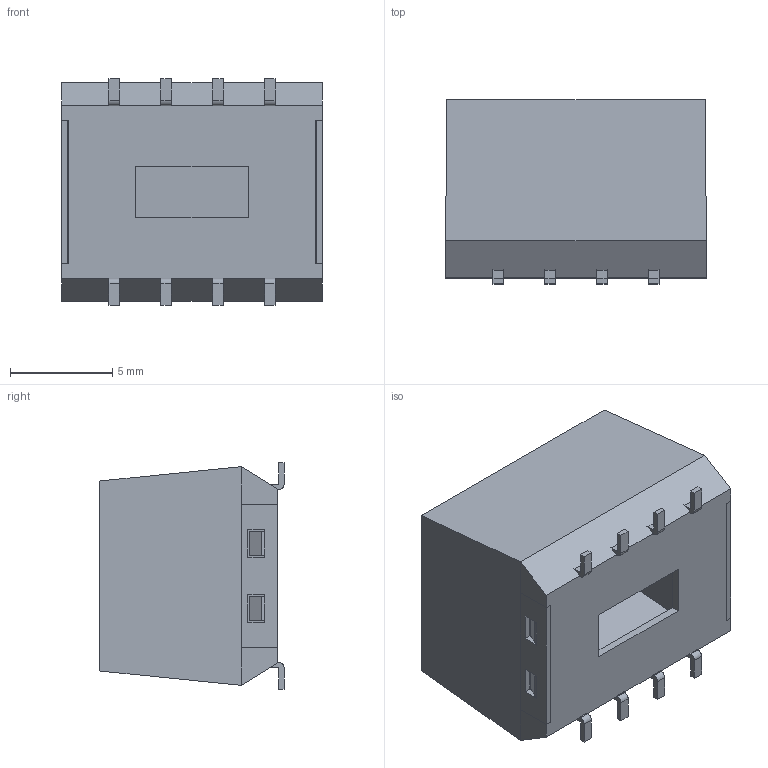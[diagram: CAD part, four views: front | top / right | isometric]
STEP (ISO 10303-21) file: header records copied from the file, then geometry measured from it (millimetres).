
FILE_DESCRIPTION(('FreeCAD Model'),'2;1');
FILE_NAME('R2S8_3D_20190722.step','2019-07-22T13:43:01',(''),(''), 'Open CASCADE STEP processor 7.3','FreeCAD','Unknown');
FILE_SCHEMA(('CONFIG_CONTROL_DESIGN','SHAPE_APPEARANCE_LAYER_MIM'));
Length unit declared in the file: millimetre
Products named in the file (10): R2S8_pin5(+Vout); R2S8_pin8(NC); R2S8_pin7(NC); R2S8_pin6(NC); R2S8_pin4(-Vout); R2S8_pin2(+Vin); R2S8_pin3(NC); R2S8_pin1(-Vin); R2S8_bottom_case; R2S8_case
Bounding box: 12.75 x 9 x 11.1 mm (x, y, z)
Volume: 243.3 mm3; surface area: 1304.1 mm2
Topology: 10 solids, 10 shells, 293 faces, 791 edges, 526 vertices
Faces by surface type: plane 269, cylinder 24
Entity records: 20753 total; most frequent: CARTESIAN_POINT 3349, DIRECTION 2983, LINE 2277, VECTOR 2277, ORIENTED_EDGE 1582, PCURVE 1582, DEFINITIONAL_REPRESENTATION 1582, EDGE_CURVE 791
